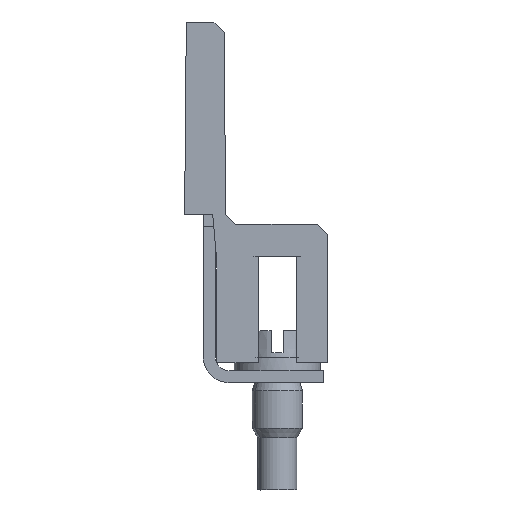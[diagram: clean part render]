
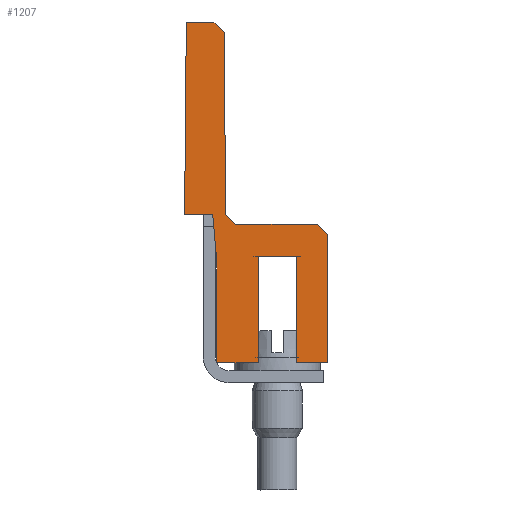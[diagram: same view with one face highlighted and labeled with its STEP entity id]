
A CAD part, left-side view. The second image highlights one B-rep face of the part: STEP entity #1207.
In plain terms, the highlighted planar face has unit normal (-1, 0, 0).
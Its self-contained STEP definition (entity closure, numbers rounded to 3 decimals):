
#1167=AXIS2_PLACEMENT_3D('Plane Axis2P3D',#1164,#1165,#1166) ;
#210=CARTESIAN_POINT('Vertex',(0.163,5.154,22.852)) ;
#213=CARTESIAN_POINT('Line Origine',(0.163,5.115,18.305)) ;
#217=CARTESIAN_POINT('Vertex',(0.163,5.075,13.757)) ;
#465=CARTESIAN_POINT('Vertex',(0.163,4.575,13.257)) ;
#468=CARTESIAN_POINT('Line Origine',(0.163,4.825,13.507)) ;
#489=CARTESIAN_POINT('Vertex',(0.162,0.5,13.257)) ;
#492=CARTESIAN_POINT('Line Origine',(0.163,2.538,13.257)) ;
#531=CARTESIAN_POINT('Vertex',(0.163,0.,12.757)) ;
#534=CARTESIAN_POINT('Line Origine',(0.162,0.25,13.007)) ;
#551=CARTESIAN_POINT('Line Origine',(0.163,0.,9.557)) ;
#555=CARTESIAN_POINT('Vertex',(0.163,0.,6.357)) ;
#575=CARTESIAN_POINT('Line Origine',(0.163,0.778,6.357)) ;
#579=CARTESIAN_POINT('Vertex',(0.163,1.557,6.357)) ;
#603=CARTESIAN_POINT('Vertex',(0.163,1.557,11.657)) ;
#606=CARTESIAN_POINT('Line Origine',(0.163,1.557,9.007)) ;
#623=CARTESIAN_POINT('Line Origine',(0.163,2.5,11.657)) ;
#627=CARTESIAN_POINT('Vertex',(0.163,3.443,11.657)) ;
#660=CARTESIAN_POINT('Line Origine',(0.163,3.443,9.007)) ;
#664=CARTESIAN_POINT('Vertex',(0.163,3.443,6.357)) ;
#679=CARTESIAN_POINT('Line Origine',(0.163,4.484,6.357)) ;
#683=CARTESIAN_POINT('Vertex',(0.163,5.525,6.357)) ;
#707=CARTESIAN_POINT('Vertex',(0.163,5.525,11.482)) ;
#710=CARTESIAN_POINT('Line Origine',(0.163,5.525,8.919)) ;
#731=CARTESIAN_POINT('Vertex',(0.163,5.724,13.754)) ;
#734=CARTESIAN_POINT('Line Origine',(0.163,5.624,12.618)) ;
#751=CARTESIAN_POINT('Line Origine',(0.163,5.724,13.755)) ;
#755=CARTESIAN_POINT('Vertex',(0.163,5.724,13.757)) ;
#1144=CARTESIAN_POINT('Vertex',(0.163,5.659,23.357)) ;
#1147=CARTESIAN_POINT('Line Origine',(0.162,5.407,23.105)) ;
#1164=CARTESIAN_POINT('Axis2P3D Location',(0.163,2.5,6.357)) ;
#1169=CARTESIAN_POINT('Line Origine',(0.163,6.424,13.757)) ;
#1173=CARTESIAN_POINT('Vertex',(0.163,7.125,13.757)) ;
#1176=CARTESIAN_POINT('Line Origine',(0.163,6.35,23.357)) ;
#1180=CARTESIAN_POINT('Vertex',(0.163,7.041,23.357)) ;
#1183=CARTESIAN_POINT('Line Origine',(0.163,7.083,18.557)) ;
#214=DIRECTION('Vector Direction',(0.,-0.009,-1.)) ;
#469=DIRECTION('Vector Direction',(0.,0.707,0.707)) ;
#493=DIRECTION('Vector Direction',(0.,-1.,0.)) ;
#535=DIRECTION('Vector Direction',(0.,-0.707,-0.707)) ;
#552=DIRECTION('Vector Direction',(0.,0.,-1.)) ;
#576=DIRECTION('Vector Direction',(0.,-1.,0.)) ;
#607=DIRECTION('Vector Direction',(0.,0.,-1.)) ;
#624=DIRECTION('Vector Direction',(0.,-1.,0.)) ;
#661=DIRECTION('Vector Direction',(0.,0.,-1.)) ;
#680=DIRECTION('Vector Direction',(0.,-1.,0.)) ;
#711=DIRECTION('Vector Direction',(0.,0.,-1.)) ;
#735=DIRECTION('Vector Direction',(0.,-0.087,-0.996)) ;
#752=DIRECTION('Vector Direction',(0.,0.,-1.)) ;
#1148=DIRECTION('Vector Direction',(0.,-0.707,-0.707)) ;
#1165=DIRECTION('Axis2P3D Direction',(-1.,0.,0.)) ;
#1166=DIRECTION('Axis2P3D XDirection',(0.,-1.,0.)) ;
#1170=DIRECTION('Vector Direction',(0.,-1.,0.)) ;
#1177=DIRECTION('Vector Direction',(0.,-1.,0.)) ;
#1184=DIRECTION('Vector Direction',(0.,0.009,-1.)) ;
#215=VECTOR('Line Direction',#214,1.) ;
#470=VECTOR('Line Direction',#469,1.) ;
#494=VECTOR('Line Direction',#493,1.) ;
#536=VECTOR('Line Direction',#535,1.) ;
#553=VECTOR('Line Direction',#552,1.) ;
#577=VECTOR('Line Direction',#576,1.) ;
#608=VECTOR('Line Direction',#607,1.) ;
#625=VECTOR('Line Direction',#624,1.) ;
#662=VECTOR('Line Direction',#661,1.) ;
#681=VECTOR('Line Direction',#680,1.) ;
#712=VECTOR('Line Direction',#711,1.) ;
#736=VECTOR('Line Direction',#735,1.) ;
#753=VECTOR('Line Direction',#752,1.) ;
#1149=VECTOR('Line Direction',#1148,1.) ;
#1171=VECTOR('Line Direction',#1170,1.) ;
#1178=VECTOR('Line Direction',#1177,1.) ;
#1185=VECTOR('Line Direction',#1184,1.) ;
#1189=ORIENTED_EDGE('',*,*,#1175,.T.) ;
#1190=ORIENTED_EDGE('',*,*,#757,.T.) ;
#1191=ORIENTED_EDGE('',*,*,#738,.T.) ;
#1192=ORIENTED_EDGE('',*,*,#714,.T.) ;
#1193=ORIENTED_EDGE('',*,*,#685,.T.) ;
#1194=ORIENTED_EDGE('',*,*,#666,.T.) ;
#1195=ORIENTED_EDGE('',*,*,#629,.T.) ;
#1196=ORIENTED_EDGE('',*,*,#610,.F.) ;
#1197=ORIENTED_EDGE('',*,*,#581,.T.) ;
#1198=ORIENTED_EDGE('',*,*,#557,.T.) ;
#1199=ORIENTED_EDGE('',*,*,#538,.F.) ;
#1200=ORIENTED_EDGE('',*,*,#496,.T.) ;
#1201=ORIENTED_EDGE('',*,*,#472,.T.) ;
#1202=ORIENTED_EDGE('',*,*,#219,.T.) ;
#1203=ORIENTED_EDGE('',*,*,#1151,.F.) ;
#1204=ORIENTED_EDGE('',*,*,#1182,.T.) ;
#1205=ORIENTED_EDGE('',*,*,#1187,.T.) ;
#1207=ADVANCED_FACE('KU_WQV2.5/7',(#1206),#1168,.T.) ;
#219=EDGE_CURVE('',#218,#211,#216,.F.) ;
#472=EDGE_CURVE('',#466,#218,#471,.T.) ;
#496=EDGE_CURVE('',#490,#466,#495,.F.) ;
#538=EDGE_CURVE('',#490,#532,#537,.T.) ;
#557=EDGE_CURVE('',#556,#532,#554,.F.) ;
#581=EDGE_CURVE('',#580,#556,#578,.T.) ;
#610=EDGE_CURVE('',#580,#604,#609,.F.) ;
#629=EDGE_CURVE('',#628,#604,#626,.T.) ;
#666=EDGE_CURVE('',#665,#628,#663,.F.) ;
#685=EDGE_CURVE('',#684,#665,#682,.T.) ;
#714=EDGE_CURVE('',#708,#684,#713,.T.) ;
#738=EDGE_CURVE('',#732,#708,#737,.T.) ;
#757=EDGE_CURVE('',#756,#732,#754,.T.) ;
#1151=EDGE_CURVE('',#1145,#211,#1150,.T.) ;
#1175=EDGE_CURVE('',#1174,#756,#1172,.T.) ;
#1182=EDGE_CURVE('',#1145,#1181,#1179,.F.) ;
#1187=EDGE_CURVE('',#1181,#1174,#1186,.T.) ;
#1188=EDGE_LOOP('',(#1189,#1190,#1191,#1192,#1193,#1194,#1195,#1196,#1197,#1198,#1199,#1200,#1201,#1202,#1203,#1204,#1205)) ;
#1206=FACE_OUTER_BOUND('',#1188,.T.) ;
#216=LINE('Line',#213,#215) ;
#471=LINE('Line',#468,#470) ;
#495=LINE('Line',#492,#494) ;
#537=LINE('Line',#534,#536) ;
#554=LINE('Line',#551,#553) ;
#578=LINE('Line',#575,#577) ;
#609=LINE('Line',#606,#608) ;
#626=LINE('Line',#623,#625) ;
#663=LINE('Line',#660,#662) ;
#682=LINE('Line',#679,#681) ;
#713=LINE('Line',#710,#712) ;
#737=LINE('Line',#734,#736) ;
#754=LINE('Line',#751,#753) ;
#1150=LINE('Line',#1147,#1149) ;
#1172=LINE('Line',#1169,#1171) ;
#1179=LINE('Line',#1176,#1178) ;
#1186=LINE('Line',#1183,#1185) ;
#1168=PLANE('',#1167) ;
#211=VERTEX_POINT('',#210) ;
#218=VERTEX_POINT('',#217) ;
#466=VERTEX_POINT('',#465) ;
#490=VERTEX_POINT('',#489) ;
#532=VERTEX_POINT('',#531) ;
#556=VERTEX_POINT('',#555) ;
#580=VERTEX_POINT('',#579) ;
#604=VERTEX_POINT('',#603) ;
#628=VERTEX_POINT('',#627) ;
#665=VERTEX_POINT('',#664) ;
#684=VERTEX_POINT('',#683) ;
#708=VERTEX_POINT('',#707) ;
#732=VERTEX_POINT('',#731) ;
#756=VERTEX_POINT('',#755) ;
#1145=VERTEX_POINT('',#1144) ;
#1174=VERTEX_POINT('',#1173) ;
#1181=VERTEX_POINT('',#1180) ;
